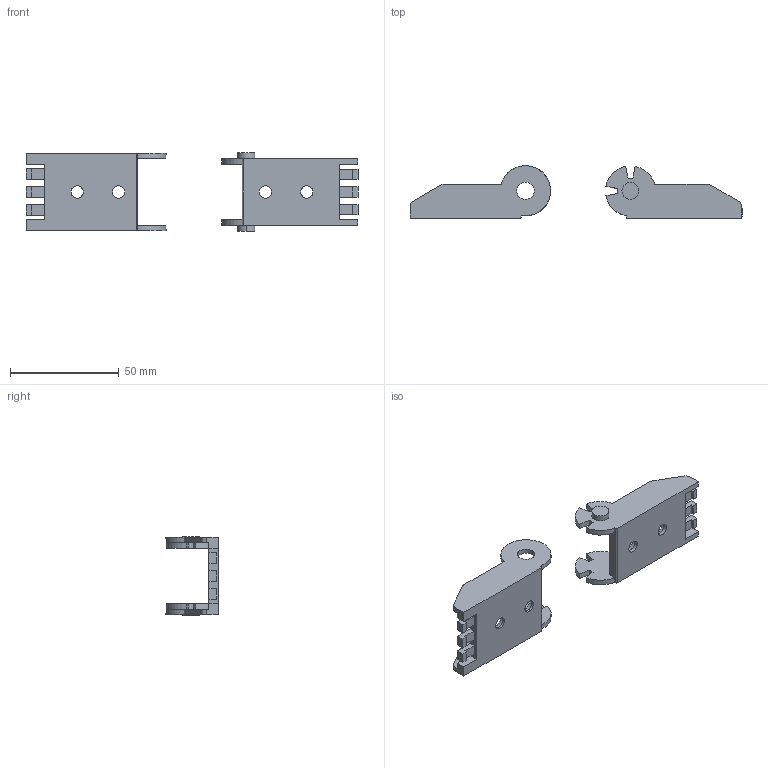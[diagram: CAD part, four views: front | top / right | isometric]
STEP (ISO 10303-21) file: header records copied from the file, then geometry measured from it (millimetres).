
FILE_DESCRIPTION (( 'STEP AP203' ), '1' );
FILE_NAME ('CDC-KAZ-0.7X1.0.step', '2024-04-09T20:14:15', ( '' ), ( '' ), 'SwSTEP 2.0', 'SolidWorks 2023', '' );
FILE_SCHEMA (( 'CONFIG_CONTROL_DESIGN' ));
Length unit declared in the file: inch
Products named in the file (3): CDC-KAZ-0.7X1.0; CDC-KAZ-0.7X1.0_Male; CDC-KAZ-0.7X1.0_FEMALE
Assembly tree (2 placements, depth 2):
  CDC-KAZ-0.7X1.0
    CDC-KAZ-0.7X1.0_Male
    CDC-KAZ-0.7X1.0_FEMALE
Bounding box: 152.4 x 24.09 x 36.2 mm (x, y, z)
Volume: 20449.4 mm3; surface area: 15599.7 mm2
Topology: 2 solids, 2 shells, 143 faces, 399 edges, 266 vertices
Faces by surface type: plane 100, cylinder 43
Entity records: 4922 total; most frequent: CARTESIAN_POINT 813, ORIENTED_EDGE 798, DIRECTION 789, EDGE_CURVE 399, LINE 305, VECTOR 305, VERTEX_POINT 266, AXIS2_PLACEMENT_3D 242
